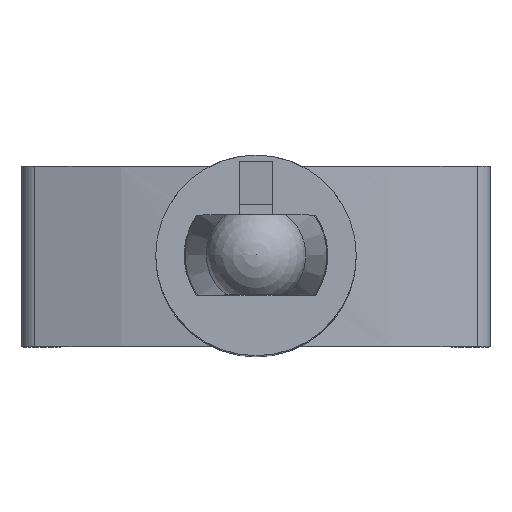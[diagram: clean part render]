
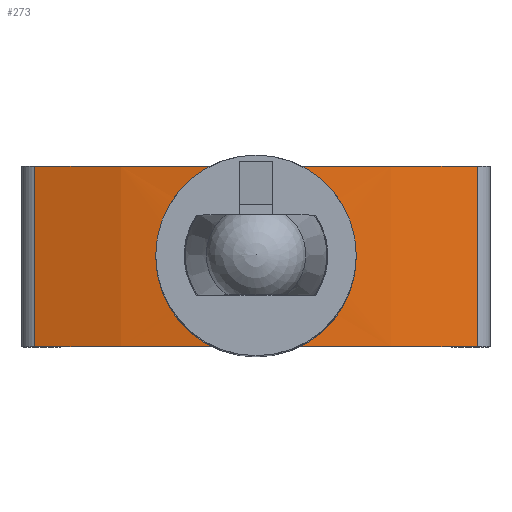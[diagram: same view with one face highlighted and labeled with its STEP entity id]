
A CAD part, top view. The second image highlights one B-rep face of the part: STEP entity #273.
In plain terms, the highlighted cylindrical face has radius 18.267 mm (diameter 36.534 mm), a partial arc.
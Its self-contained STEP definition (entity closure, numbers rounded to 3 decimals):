
#273 = ADVANCED_FACE( '', ( #555, #556 ), #557, .T. );
#555 = FACE_OUTER_BOUND( '', #1878, .T. );
#556 = FACE_BOUND( '', #1879, .T. );
#557 = CYLINDRICAL_SURFACE( '', #1880, 18.267 );
#1878 = EDGE_LOOP( '', ( #2659, #2660, #2661, #2662 ) );
#1879 = EDGE_LOOP( '', ( #2663, #2664 ) );
#1880 = AXIS2_PLACEMENT_3D( '', #2665, #2666, #2667 );
#2659 = ORIENTED_EDGE( '', *, *, #2921, .F. );
#2660 = ORIENTED_EDGE( '', *, *, #2953, .F. );
#2661 = ORIENTED_EDGE( '', *, *, #3001, .T. );
#2662 = ORIENTED_EDGE( '', *, *, #2972, .T. );
#2663 = ORIENTED_EDGE( '', *, *, #2942, .T. );
#2664 = ORIENTED_EDGE( '', *, *, #2943, .T. );
#2665 = CARTESIAN_POINT( '', ( 0., -2.7, -39.707 ) );
#2666 = DIRECTION( '', ( 0., -1., 0. ) );
#2667 = DIRECTION( '', ( 0., 0., 1. ) );
#2921 = EDGE_CURVE( '', #3368, #3369, #3370, .T. );
#2942 = EDGE_CURVE( '', #3393, #3394, #3395, .T. );
#2943 = EDGE_CURVE( '', #3394, #3393, #3396, .T. );
#2953 = EDGE_CURVE( '', #3406, #3368, #3408, .T. );
#2972 = EDGE_CURVE( '', #3432, #3369, #3433, .T. );
#3001 = EDGE_CURVE( '', #3406, #3432, #3463, .T. );
#3368 = VERTEX_POINT( '', #4324 );
#3369 = VERTEX_POINT( '', #4325 );
#3370 = CIRCLE( '', #4326, 18.267 );
#3393 = VERTEX_POINT( '', #4502 );
#3394 = VERTEX_POINT( '', #4503 );
#3395 = B_SPLINE_CURVE_WITH_KNOTS( '', 3, ( #4504, #4505, #4506, #4507, #4508, #4509, #4510, #4511, #4512, #4513, #4514, #4515, #4516, #4517, #4518, #4519, #4520, #4521 ), .UNSPECIFIED., .F., .F., ( 4, 2, 2, 2, 2, 2, 2, 2, 4 ), ( 0., 0.001, 0.002, 0.002, 0.003, 0.004, 0.005, 0.006, 0.006 ), .UNSPECIFIED. );
#3396 = B_SPLINE_CURVE_WITH_KNOTS( '', 3, ( #4522, #4523, #4524, #4525, #4526, #4527, #4528, #4529, #4530, #4531, #4532, #4533, #4534, #4535, #4536, #4537, #4538, #4539 ), .UNSPECIFIED., .F., .F., ( 4, 2, 2, 2, 2, 2, 2, 2, 4 ), ( 0., 0.001, 0.002, 0.002, 0.003, 0.004, 0.005, 0.006, 0.006 ), .UNSPECIFIED. );
#3406 = VERTEX_POINT( '', #4553 );
#3408 = LINE( '', #4555, #4556 );
#3432 = VERTEX_POINT( '', #4604 );
#3433 = LINE( '', #4605, #4606 );
#3463 = CIRCLE( '', #4652, 18.267 );
#4324 = CARTESIAN_POINT( '', ( -6.617, 2.7, -22.681 ) );
#4325 = CARTESIAN_POINT( '', ( 6.617, 2.7, -22.681 ) );
#4326 = AXIS2_PLACEMENT_3D( '', #4884, #4885, #4886 );
#4502 = CARTESIAN_POINT( '', ( -2.07, 0., -21.558 ) );
#4503 = CARTESIAN_POINT( '', ( 2.07, 0., -21.558 ) );
#4504 = CARTESIAN_POINT( '', ( -2.07, 0., -21.558 ) );
#4505 = CARTESIAN_POINT( '', ( -2.051, 0.264, -21.555 ) );
#4506 = CARTESIAN_POINT( '', ( -1.986, 0.524, -21.548 ) );
#4507 = CARTESIAN_POINT( '', ( -1.764, 1.004, -21.525 ) );
#4508 = CARTESIAN_POINT( '', ( -1.61, 1.223, -21.51 ) );
#4509 = CARTESIAN_POINT( '', ( -1.235, 1.593, -21.481 ) );
#4510 = CARTESIAN_POINT( '', ( -1.013, 1.745, -21.466 ) );
#4511 = CARTESIAN_POINT( '', ( -0.528, 1.954, -21.446 ) );
#4512 = CARTESIAN_POINT( '', ( -0.264, 2.01, -21.44 ) );
#4513 = CARTESIAN_POINT( '', ( 0.264, 2.01, -21.44 ) );
#4514 = CARTESIAN_POINT( '', ( 0.527, 1.954, -21.446 ) );
#4515 = CARTESIAN_POINT( '', ( 1.012, 1.745, -21.466 ) );
#4516 = CARTESIAN_POINT( '', ( 1.234, 1.594, -21.481 ) );
#4517 = CARTESIAN_POINT( '', ( 1.61, 1.223, -21.51 ) );
#4518 = CARTESIAN_POINT( '', ( 1.764, 1.004, -21.525 ) );
#4519 = CARTESIAN_POINT( '', ( 1.985, 0.525, -21.548 ) );
#4520 = CARTESIAN_POINT( '', ( 2.051, 0.264, -21.555 ) );
#4521 = CARTESIAN_POINT( '', ( 2.07, 0., -21.558 ) );
#4522 = CARTESIAN_POINT( '', ( 2.07, 0., -21.558 ) );
#4523 = CARTESIAN_POINT( '', ( 2.051, -0.264, -21.555 ) );
#4524 = CARTESIAN_POINT( '', ( 1.986, -0.524, -21.548 ) );
#4525 = CARTESIAN_POINT( '', ( 1.764, -1.004, -21.525 ) );
#4526 = CARTESIAN_POINT( '', ( 1.61, -1.223, -21.51 ) );
#4527 = CARTESIAN_POINT( '', ( 1.235, -1.593, -21.481 ) );
#4528 = CARTESIAN_POINT( '', ( 1.013, -1.745, -21.466 ) );
#4529 = CARTESIAN_POINT( '', ( 0.528, -1.954, -21.446 ) );
#4530 = CARTESIAN_POINT( '', ( 0.264, -2.01, -21.44 ) );
#4531 = CARTESIAN_POINT( '', ( -0.264, -2.01, -21.44 ) );
#4532 = CARTESIAN_POINT( '', ( -0.527, -1.954, -21.446 ) );
#4533 = CARTESIAN_POINT( '', ( -1.012, -1.745, -21.466 ) );
#4534 = CARTESIAN_POINT( '', ( -1.234, -1.594, -21.481 ) );
#4535 = CARTESIAN_POINT( '', ( -1.61, -1.223, -21.51 ) );
#4536 = CARTESIAN_POINT( '', ( -1.764, -1.004, -21.525 ) );
#4537 = CARTESIAN_POINT( '', ( -1.985, -0.525, -21.548 ) );
#4538 = CARTESIAN_POINT( '', ( -2.051, -0.264, -21.555 ) );
#4539 = CARTESIAN_POINT( '', ( -2.07, 0., -21.558 ) );
#4553 = CARTESIAN_POINT( '', ( -6.617, -2.7, -22.681 ) );
#4555 = CARTESIAN_POINT( '', ( -6.617, -2.7, -22.681 ) );
#4556 = VECTOR( '', #4908, 1000. );
#4604 = CARTESIAN_POINT( '', ( 6.617, -2.7, -22.681 ) );
#4605 = CARTESIAN_POINT( '', ( 6.617, -2.7, -22.681 ) );
#4606 = VECTOR( '', #4923, 1000. );
#4652 = AXIS2_PLACEMENT_3D( '', #4947, #4948, #4949 );
#4884 = CARTESIAN_POINT( '', ( 0., 2.7, -39.707 ) );
#4885 = DIRECTION( '', ( 0., 1., 0. ) );
#4886 = DIRECTION( '', ( 1., 0., 0. ) );
#4908 = DIRECTION( '', ( 0., 1., 0. ) );
#4923 = DIRECTION( '', ( 0., 1., 0. ) );
#4947 = CARTESIAN_POINT( '', ( 0., -2.7, -39.707 ) );
#4948 = DIRECTION( '', ( 0., 1., 0. ) );
#4949 = DIRECTION( '', ( 1., 0., 0. ) );
